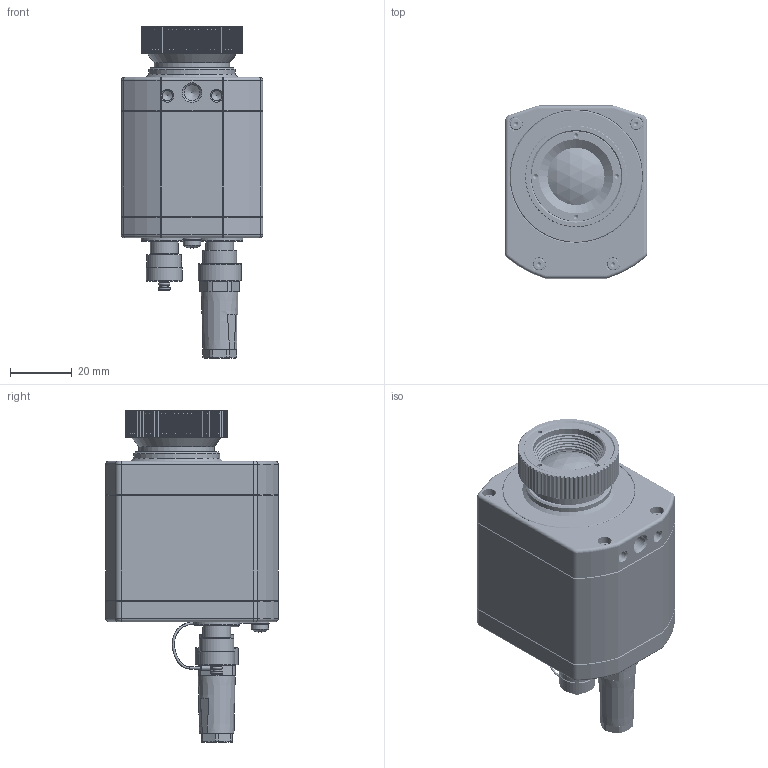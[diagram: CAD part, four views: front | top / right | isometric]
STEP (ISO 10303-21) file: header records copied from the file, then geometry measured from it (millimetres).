
FILE_DESCRIPTION (( 'STEP AP214' ), '1' );
FILE_NAME ('PI-450i2-F13.STEP', '2019-12-20T08:43:57', ( 'qwe' ), ( '' ), 'SwSTEP 2.0', 'SolidWorks 2019', '' );
FILE_SCHEMA (( 'AUTOMOTIVE_DESIGN' ));
Length unit declared in the file: millimetre
Products named in the file (25): 61301 Linsenschraube DIN 7985 VZ M3x5_Linsenschraube KS DIN 7985 VZ M3x5; 63023 O-Ring 23x1_O-Ring 23 x 1; 63169-f O-Ring NBR 53 x 1,5; 1R086-B Linse1-F13-384-GE-p17-RevB; 1P210-4 Objektivhaltering-PI3 M24; PI-450i2-F13; 63038 O-Ring 41 x 1_O-Ring 38 x 1,5; 51093 Flanschstecker 712; 5-1polig; 1P457 Objektivtubus F13-382p17; 54250 Temperaturaufkleber; 63019 O-Ring 19 x 1_O-Ring 16 x 1; 9P219-X Rückwand PI-3; 1P458 Linsenring F13-382p17; 61103 Linsenschraube KS DIN 7985 A2 M1,6x4_ISO 7045 - M1.6 x 4 - Z --- 4S; 1P201-X Frontplatte-PI3S-XXX; 63169-ff O-Ring NBR 53 x 1,5; 51095 Flanschstecker 712; 5-polig; 1P456 Schraubring F13-382p17; 51099 Schutzkappe-712 FS_F〉 Pi 640; 1R085-B Linse2-F13-384-GE-p17-RevB; 1P202-X Verbindungsrohr-PI3-XXX_1P102-1; 9P456 Objektivgruppe F13-382p17; 61220 Zylinderschraube ISK DIN 912-A2 M2x10_DIN 912 M3 x 5 --- 5S; 1P203-X Heckplatte-PI3-XXX; 51084 Kabeldose 712_4-polig
Assembly tree (34 placements, depth 3):
  PI-450i2-F13
    1P201-X Frontplatte-PI3S-XXX
    9P219-X Rückwand PI-3
      1P203-X Heckplatte-PI3-XXX
      51093 Flanschstecker 712; 5-1polig
      51095 Flanschstecker 712; 5-polig
      61301 Linsenschraube DIN 7985 VZ M3x5_Linsenschraube KS DIN 7985 VZ M3x5
      54250 Temperaturaufkleber
      51099 Schutzkappe-712 FS_F〉 Pi 640
      63169-f O-Ring NBR 53 x 1,5
    1P202-X Verbindungsrohr-PI3-XXX_1P102-1
    1P210-4 Objektivhaltering-PI3 M24
    61103 Linsenschraube KS DIN 7985 A2 M1,6x4_ISO 7045 - M1.6 x 4 - Z --- 4S  x3
    61220 Zylinderschraube ISK DIN 912-A2 M2x10_DIN 912 M3 x 5 --- 5S  x8
    63038 O-Ring 41 x 1_O-Ring 38 x 1,5
    63169-ff O-Ring NBR 53 x 1,5
    51084 Kabeldose 712_4-polig
    9P456 Objektivgruppe F13-382p17
      1P457 Objektivtubus F13-382p17
      1P456 Schraubring F13-382p17
      63023 O-Ring 23x1_O-Ring 23 x 1  x2
      63019 O-Ring 19 x 1_O-Ring 16 x 1
      1R085-B Linse2-F13-384-GE-p17-RevB
      1R086-B Linse1-F13-384-GE-p17-RevB
      1P458 Linsenring F13-382p17
Bounding box: 46 x 56 x 107.61 mm (x, y, z)
Volume: 60077.1 mm3; surface area: 58451.4 mm2
Topology: 32 solids, 43 shells, 2698 faces, 6449 edges, 3899 vertices
Faces by surface type: cylinder 924, cone 885, plane 706, torus 102, bspline 75, sphere 6
Full cylindrical faces by diameter (mm): 0.7 x3, 0.9 x9, 1 x22, 1.25 x5, 1.5 x14, 1.55 x4, 1.6 x43, 1.7 x3, 2 x145, 2.2 x8, 2.5 x1, 3 x9, 3.2 x3, 3.3 x2, 3.4 x1, 3.8 x8, 4 x1, 4.4 x8, 5.105 x1, 5.5 x1, 5.6 x1, 6 x2, 6.6 x2, 7.9 x2, 8 x3, 8.5 x1, 9 x4, 10 x6, 11 x1, 11.2 x1
Entity records: 72996 total; most frequent: CARTESIAN_POINT 24984, DIRECTION 9667, ORIENTED_EDGE 9003, EDGE_CURVE 4506, AXIS2_PLACEMENT_3D 3922, VERTEX_POINT 3061, EDGE_LOOP 2658, FACE_OUTER_BOUND 2326
